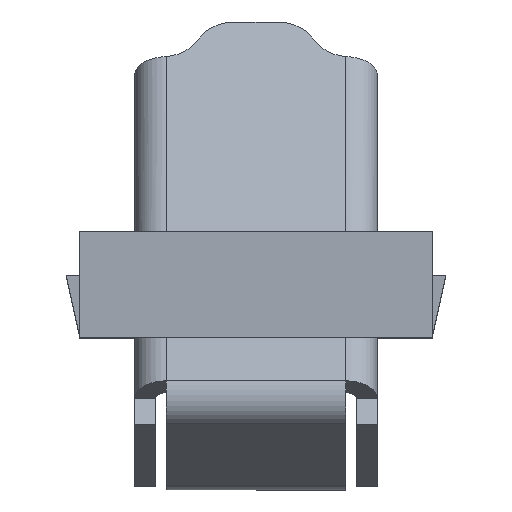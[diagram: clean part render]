
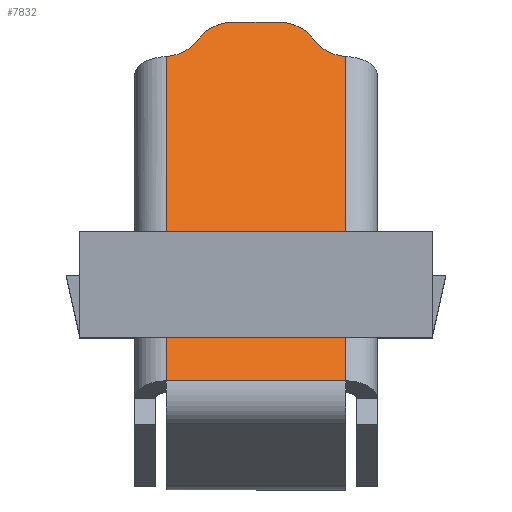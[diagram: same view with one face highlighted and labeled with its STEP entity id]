
A CAD part, top view. The second image highlights one B-rep face of the part: STEP entity #7832.
In plain terms, the highlighted face is planar.
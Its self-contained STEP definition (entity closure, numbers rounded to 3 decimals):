
#55 = AXIS2_PLACEMENT_3D ( 'NONE', #8171, #3635, #8920 ) ;
#207 = DIRECTION ( 'NONE',  ( 0., 0., 1. ) ) ;
#241 = CARTESIAN_POINT ( 'NONE',  ( -28., 11., -2. ) ) ;
#276 = CARTESIAN_POINT ( 'NONE',  ( -32., 11., 2. ) ) ;
#509 = VERTEX_POINT ( 'NONE', #3946 ) ;
#526 = ORIENTED_EDGE ( 'NONE', *, *, #1157, .T. ) ;
#601 = CARTESIAN_POINT ( 'NONE',  ( -32., 11., -6. ) ) ;
#727 = CARTESIAN_POINT ( 'NONE',  ( -32., 11., 8.928 ) ) ;
#772 = ORIENTED_EDGE ( 'NONE', *, *, #8700, .T. ) ;
#886 = ORIENTED_EDGE ( 'NONE', *, *, #4275, .T. ) ;
#1022 = DIRECTION ( 'NONE',  ( 0., 0., 1. ) ) ;
#1125 = ORIENTED_EDGE ( 'NONE', *, *, #6162, .F. ) ;
#1157 = EDGE_CURVE ( 'NONE', #5998, #6700, #8912, .T. ) ;
#1429 = VERTEX_POINT ( 'NONE', #2364 ) ;
#1482 = DIRECTION ( 'NONE',  ( 0., 0., 1. ) ) ;
#1546 = DIRECTION ( 'NONE',  ( 1., 0., 0. ) ) ;
#1952 = LINE ( 'NONE', #5323, #7785 ) ;
#2097 = DIRECTION ( 'NONE',  ( 0., 0., -1. ) ) ;
#2163 = ORIENTED_EDGE ( 'NONE', *, *, #7735, .T. ) ;
#2185 = EDGE_CURVE ( 'NONE', #6700, #5735, #9227, .T. ) ;
#2349 = CARTESIAN_POINT ( 'NONE',  ( -32., 11., -8.928 ) ) ;
#2364 = CARTESIAN_POINT ( 'NONE',  ( -32., 11., -2. ) ) ;
#2450 = CARTESIAN_POINT ( 'NONE',  ( -28., 11., 8.5 ) ) ;
#2679 = VECTOR ( 'NONE', #3721, 1000. ) ;
#2928 = EDGE_LOOP ( 'NONE', ( #7275, #2163, #886, #1125, #5737, #526, #8823, #772 ) ) ;
#2929 = LINE ( 'NONE', #4467, #2679 ) ;
#3096 = CIRCLE ( 'NONE', #6236, 4. ) ;
#3124 = VERTEX_POINT ( 'NONE', #4437 ) ;
#3133 = DIRECTION ( 'NONE',  ( 0., 0., 1. ) ) ;
#3632 = LINE ( 'NONE', #601, #7408 ) ;
#3635 = DIRECTION ( 'NONE',  ( 0., 1., 0. ) ) ;
#3721 = DIRECTION ( 'NONE',  ( 0., 0., -1. ) ) ;
#3765 = CARTESIAN_POINT ( 'NONE',  ( -28.023, 11., -8.5 ) ) ;
#3946 = CARTESIAN_POINT ( 'NONE',  ( -30., 11., -5.464 ) ) ;
#4111 = CARTESIAN_POINT ( 'NONE',  ( -28., 11., 8.5 ) ) ;
#4275 = EDGE_CURVE ( 'NONE', #509, #1429, #3096, .T. ) ;
#4437 = CARTESIAN_POINT ( 'NONE',  ( 9.251, 11., -8.5 ) ) ;
#4451 = EDGE_CURVE ( 'NONE', #8944, #5998, #9232, .T. ) ;
#4467 = CARTESIAN_POINT ( 'NONE',  ( 9.251, 11., 8.5 ) ) ;
#4521 = VECTOR ( 'NONE', #8626, 1000. ) ;
#4754 = DIRECTION ( 'NONE',  ( 0., 1., 0. ) ) ;
#4995 = VERTEX_POINT ( 'NONE', #3765 ) ;
#5323 = CARTESIAN_POINT ( 'NONE',  ( -28., 11., -8.5 ) ) ;
#5544 = DIRECTION ( 'NONE',  ( 0., 1., 0. ) ) ;
#5735 = VERTEX_POINT ( 'NONE', #9794 ) ;
#5737 = ORIENTED_EDGE ( 'NONE', *, *, #4451, .T. ) ;
#5912 = FACE_OUTER_BOUND ( 'NONE', #2928, .T. ) ;
#5998 = VERTEX_POINT ( 'NONE', #6499 ) ;
#6022 = DIRECTION ( 'NONE',  ( 0., -1., 0. ) ) ;
#6162 = EDGE_CURVE ( 'NONE', #8944, #1429, #3632, .T. ) ;
#6236 = AXIS2_PLACEMENT_3D ( 'NONE', #241, #5544, #1022 ) ;
#6499 = CARTESIAN_POINT ( 'NONE',  ( -30., 11., 5.464 ) ) ;
#6553 = AXIS2_PLACEMENT_3D ( 'NONE', #2450, #4754, #207 ) ;
#6700 = VERTEX_POINT ( 'NONE', #7298 ) ;
#7054 = AXIS2_PLACEMENT_3D ( 'NONE', #2349, #7669, #3133 ) ;
#7275 = ORIENTED_EDGE ( 'NONE', *, *, #8813, .F. ) ;
#7298 = CARTESIAN_POINT ( 'NONE',  ( -28.023, 11., 8.5 ) ) ;
#7408 = VECTOR ( 'NONE', #2097, 1000. ) ;
#7669 = DIRECTION ( 'NONE',  ( 0., -1., 0. ) ) ;
#7735 = EDGE_CURVE ( 'NONE', #4995, #509, #8403, .T. ) ;
#7785 = VECTOR ( 'NONE', #1546, 1000. ) ;
#7832 = ADVANCED_FACE ( 'NONE', ( #5912 ), #9267, .T. ) ;
#8143 = AXIS2_PLACEMENT_3D ( 'NONE', #727, #6022, #1482 ) ;
#8171 = CARTESIAN_POINT ( 'NONE',  ( -28., 11., 2. ) ) ;
#8403 = CIRCLE ( 'NONE', #7054, 4. ) ;
#8626 = DIRECTION ( 'NONE',  ( 1., 0., 0. ) ) ;
#8700 = EDGE_CURVE ( 'NONE', #5735, #3124, #2929, .T. ) ;
#8813 = EDGE_CURVE ( 'NONE', #4995, #3124, #1952, .T. ) ;
#8823 = ORIENTED_EDGE ( 'NONE', *, *, #2185, .T. ) ;
#8912 = CIRCLE ( 'NONE', #8143, 4. ) ;
#8920 = DIRECTION ( 'NONE',  ( 0., 0., 1. ) ) ;
#8944 = VERTEX_POINT ( 'NONE', #276 ) ;
#9227 = LINE ( 'NONE', #4111, #4521 ) ;
#9232 = CIRCLE ( 'NONE', #55, 4. ) ;
#9267 = PLANE ( 'NONE',  #6553 ) ;
#9794 = CARTESIAN_POINT ( 'NONE',  ( 9.251, 11., 8.5 ) ) ;
